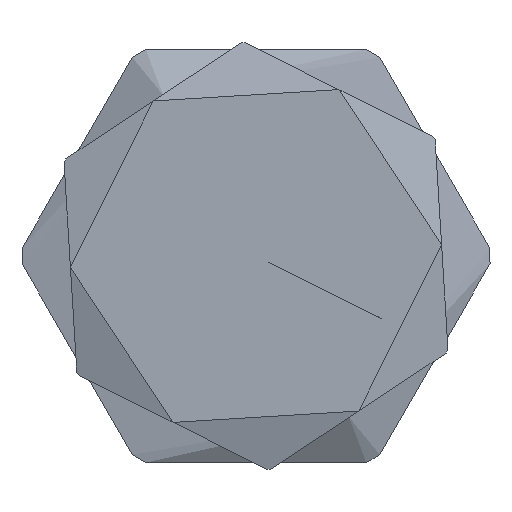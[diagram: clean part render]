
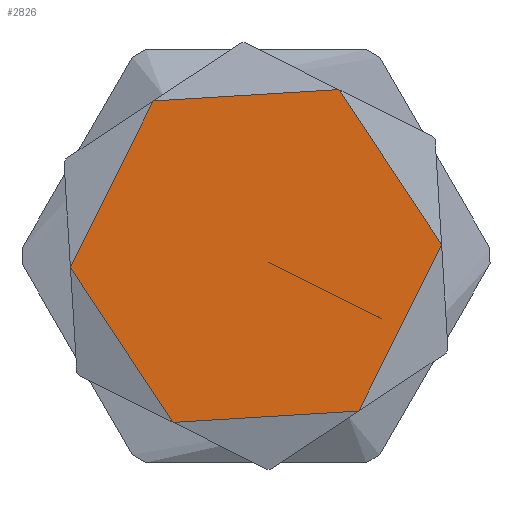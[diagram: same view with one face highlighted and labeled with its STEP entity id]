
A CAD part, left-side view. The second image highlights one B-rep face of the part: STEP entity #2826.
In plain terms, the highlighted free-form (B-spline) face has degree [1, 1] with [2, 2] control points.
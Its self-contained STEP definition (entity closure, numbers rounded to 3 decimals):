
#2718 = EDGE_CURVE('',#2719,#2719,#2721,.T.);
#2719 = VERTEX_POINT('',#2720);
#2720 = CARTESIAN_POINT('',(10.182,0.,
    0.));
#2721 = ( BOUNDED_CURVE() B_SPLINE_CURVE(2,(#2722,#2723,#2724,#2725,
    #2726,#2727,#2728,#2729,#2730),.UNSPECIFIED.,.T.,.F.) 
B_SPLINE_CURVE_WITH_KNOTS((3,2,2,2,3),(-3.142,-1.571,0.
,1.571,3.142),.UNSPECIFIED.) CURVE() 
GEOMETRIC_REPRESENTATION_ITEM() RATIONAL_B_SPLINE_CURVE((1.,
    0.707,1.,0.707,1.,0.707,1.,0.707
,1.)) REPRESENTATION_ITEM('') );
#2722 = CARTESIAN_POINT('',(10.182,0.,
    0.));
#2723 = CARTESIAN_POINT('',(10.182,0.,
    10.182));
#2724 = CARTESIAN_POINT('',(0.,0.,
    10.182));
#2725 = CARTESIAN_POINT('',(-10.182,0.,
    10.182));
#2726 = CARTESIAN_POINT('',(-10.182,0.,
    0.));
#2727 = CARTESIAN_POINT('',(-10.182,0.,
    -10.182));
#2728 = CARTESIAN_POINT('',(0.,0.,
    -10.182));
#2729 = CARTESIAN_POINT('',(10.182,0.,
    -10.182));
#2730 = CARTESIAN_POINT('',(10.182,0.,
    0.));
#2826 = ADVANCED_FACE('',(#2827,#2877),#2880,.T.);
#2827 = FACE_BOUND('',#2828,.T.);
#2828 = EDGE_LOOP('',(#2829,#2839,#2847,#2855,#2863,#2871));
#2829 = ORIENTED_EDGE('',*,*,#2830,.F.);
#2830 = EDGE_CURVE('',#2831,#2833,#2835,.T.);
#2831 = VERTEX_POINT('',#2832);
#2832 = CARTESIAN_POINT('',(-11.691,0.,-6.75));
#2833 = VERTEX_POINT('',#2834);
#2834 = CARTESIAN_POINT('',(-11.691,0.,6.75));
#2835 = ( BOUNDED_CURVE() B_SPLINE_CURVE(2,(#2836,#2837,#2838),
.UNSPECIFIED.,.F.,.F.) B_SPLINE_CURVE_WITH_KNOTS((3,3),(-0.524,
0.524),.PIECEWISE_BEZIER_KNOTS.) CURVE() 
GEOMETRIC_REPRESENTATION_ITEM() RATIONAL_B_SPLINE_CURVE((1.,
0.866,1.)) REPRESENTATION_ITEM('') );
#2836 = CARTESIAN_POINT('',(-11.691,0.,-6.75));
#2837 = CARTESIAN_POINT('',(-15.588,0.,
    0.));
#2838 = CARTESIAN_POINT('',(-11.691,0.,6.75));
#2839 = ORIENTED_EDGE('',*,*,#2840,.F.);
#2840 = EDGE_CURVE('',#2841,#2831,#2843,.T.);
#2841 = VERTEX_POINT('',#2842);
#2842 = CARTESIAN_POINT('',(0.,0.,-13.5)
  );
#2843 = ( BOUNDED_CURVE() B_SPLINE_CURVE(2,(#2844,#2845,#2846),
.UNSPECIFIED.,.F.,.F.) B_SPLINE_CURVE_WITH_KNOTS((3,3),(4.712,
5.76),.PIECEWISE_BEZIER_KNOTS.) CURVE() 
GEOMETRIC_REPRESENTATION_ITEM() RATIONAL_B_SPLINE_CURVE((1.,
0.866,1.)) REPRESENTATION_ITEM('') );
#2844 = CARTESIAN_POINT('',(0.,0.,-13.5)
  );
#2845 = CARTESIAN_POINT('',(-7.794,0.,-13.5));
#2846 = CARTESIAN_POINT('',(-11.691,0.,-6.75));
#2847 = ORIENTED_EDGE('',*,*,#2848,.F.);
#2848 = EDGE_CURVE('',#2849,#2841,#2851,.T.);
#2849 = VERTEX_POINT('',#2850);
#2850 = CARTESIAN_POINT('',(11.691,0.,-6.75));
#2851 = ( BOUNDED_CURVE() B_SPLINE_CURVE(2,(#2852,#2853,#2854),
.UNSPECIFIED.,.F.,.F.) B_SPLINE_CURVE_WITH_KNOTS((3,3),(3.665,
4.712),.PIECEWISE_BEZIER_KNOTS.) CURVE() 
GEOMETRIC_REPRESENTATION_ITEM() RATIONAL_B_SPLINE_CURVE((1.,
0.866,1.)) REPRESENTATION_ITEM('') );
#2852 = CARTESIAN_POINT('',(11.691,0.,-6.75));
#2853 = CARTESIAN_POINT('',(7.794,0.,-13.5));
#2854 = CARTESIAN_POINT('',(0.,0.,-13.5)
  );
#2855 = ORIENTED_EDGE('',*,*,#2856,.F.);
#2856 = EDGE_CURVE('',#2857,#2849,#2859,.T.);
#2857 = VERTEX_POINT('',#2858);
#2858 = CARTESIAN_POINT('',(11.691,0.,6.75));
#2859 = ( BOUNDED_CURVE() B_SPLINE_CURVE(2,(#2860,#2861,#2862),
.UNSPECIFIED.,.F.,.F.) B_SPLINE_CURVE_WITH_KNOTS((3,3),(2.618,
3.665),.PIECEWISE_BEZIER_KNOTS.) CURVE() 
GEOMETRIC_REPRESENTATION_ITEM() RATIONAL_B_SPLINE_CURVE((1.,
0.866,1.)) REPRESENTATION_ITEM('') );
#2860 = CARTESIAN_POINT('',(11.691,0.,6.75));
#2861 = CARTESIAN_POINT('',(15.588,0.,
    0.));
#2862 = CARTESIAN_POINT('',(11.691,0.,-6.75));
#2863 = ORIENTED_EDGE('',*,*,#2864,.F.);
#2864 = EDGE_CURVE('',#2865,#2857,#2867,.T.);
#2865 = VERTEX_POINT('',#2866);
#2866 = CARTESIAN_POINT('',(0.,0.,13.5)
  );
#2867 = ( BOUNDED_CURVE() B_SPLINE_CURVE(2,(#2868,#2869,#2870),
.UNSPECIFIED.,.F.,.F.) B_SPLINE_CURVE_WITH_KNOTS((3,3),(1.571,
2.618),.PIECEWISE_BEZIER_KNOTS.) CURVE() 
GEOMETRIC_REPRESENTATION_ITEM() RATIONAL_B_SPLINE_CURVE((1.,
0.866,1.)) REPRESENTATION_ITEM('') );
#2868 = CARTESIAN_POINT('',(0.,0.,13.5)
  );
#2869 = CARTESIAN_POINT('',(7.794,0.,13.5));
#2870 = CARTESIAN_POINT('',(11.691,0.,6.75));
#2871 = ORIENTED_EDGE('',*,*,#2872,.F.);
#2872 = EDGE_CURVE('',#2833,#2865,#2873,.T.);
#2873 = ( BOUNDED_CURVE() B_SPLINE_CURVE(2,(#2874,#2875,#2876),
.UNSPECIFIED.,.F.,.F.) B_SPLINE_CURVE_WITH_KNOTS((3,3),(0.524,
1.571),.PIECEWISE_BEZIER_KNOTS.) CURVE() 
GEOMETRIC_REPRESENTATION_ITEM() RATIONAL_B_SPLINE_CURVE((1.,
0.866,1.)) REPRESENTATION_ITEM('') );
#2874 = CARTESIAN_POINT('',(-11.691,0.,6.75));
#2875 = CARTESIAN_POINT('',(-7.794,0.,13.5));
#2876 = CARTESIAN_POINT('',(0.,0.,13.5)
  );
#2877 = FACE_BOUND('',#2878,.T.);
#2878 = EDGE_LOOP('',(#2879));
#2879 = ORIENTED_EDGE('',*,*,#2718,.F.);
#2880 = B_SPLINE_SURFACE_WITH_KNOTS('',1,1,(
    (#2881,#2882)
    ,(#2883,#2884
  )),.UNSPECIFIED.,.F.,.F.,.F.,(2,2),(2,2),(-1.351,1.351),(
    -0.51,2.61),.PIECEWISE_BEZIER_KNOTS.);
#2881 = CARTESIAN_POINT('',(-15.598,0.,13.51));
#2882 = CARTESIAN_POINT('',(15.598,0.,13.51));
#2883 = CARTESIAN_POINT('',(-15.598,0.,-13.51));
#2884 = CARTESIAN_POINT('',(15.598,0.,-13.51));
